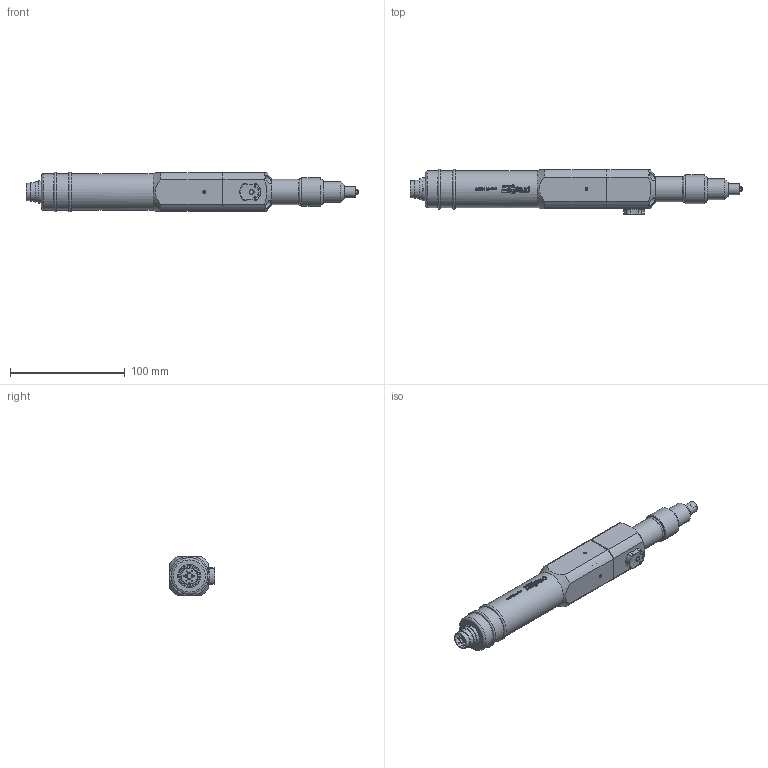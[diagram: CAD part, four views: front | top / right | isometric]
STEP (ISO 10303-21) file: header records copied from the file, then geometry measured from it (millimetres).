
FILE_DESCRIPTION (( 'STEP AP214' ), '1' );
FILE_NAME ('20048.STEP', '2018-09-07T09:08:45', ( '' ), ( '' ), 'SwSTEP 2.0', 'SolidWorks 2017', '' );
FILE_SCHEMA (( 'AUTOMOTIVE_DESIGN' ));
Length unit declared in the file: millimetre
Products named in the file (1): 20048
Bounding box: 289.85 x 39.57 x 34.8 mm (x, y, z)
Volume: 212875.7 mm3; surface area: 36550.3 mm2
Topology: 2 solids, 25 shells, 641 faces, 2000 edges, 1508 vertices
Faces by surface type: plane 267, cylinder 244, cone 60, torus 41, bspline 29
Full cylindrical faces by diameter (mm): 0.6 x14, 0.7 x14, 1 x14, 2 x3, 2.5 x2, 3.2 x1, 4 x4, 4.5 x8, 7 x4, 7.5 x4, 8.2 x1, 9.5 x1, 11.45 x1, 14.5 x1, 15 x1, 16 x2, 18 x2, 18.2 x1, 20 x1, 21.9 x1, 25 x1, 32 x3
Entity records: 32816 total; most frequent: CARTESIAN_POINT 10131, ORIENTED_EDGE 3458, DIRECTION 2954, EDGE_CURVE 1729, VERTEX_POINT 1409, AXIS2_PLACEMENT_3D 1189, EDGE_LOOP 950, FACE_OUTER_BOUND 754
